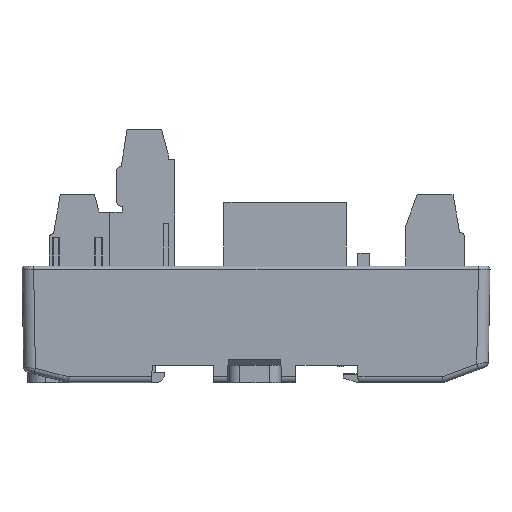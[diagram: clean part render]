
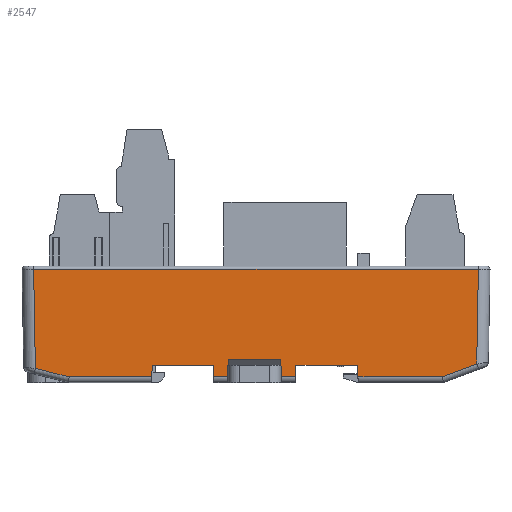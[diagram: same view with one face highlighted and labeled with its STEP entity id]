
A CAD part, left-side view. The second image highlights one B-rep face of the part: STEP entity #2547.
In plain terms, the highlighted planar face has unit normal (-1, 0, -0.018).
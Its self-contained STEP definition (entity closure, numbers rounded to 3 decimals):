
#1815=FACE_OUTER_BOUND('',#4267,.T.);
#2547=ADVANCED_FACE('',(#1815),#3211,.T.);
#3211=PLANE('',#15385);
#4267=EDGE_LOOP('',(#6604,#6605,#6606,#6607,#6608,#6609,#6610,#6611,#6612,
#6613,#6614,#6615,#6616,#6617,#6618,#6619,#6620,#6621));
#6604=ORIENTED_EDGE('',*,*,#10914,.F.);
#6605=ORIENTED_EDGE('',*,*,#10912,.T.);
#6606=ORIENTED_EDGE('',*,*,#10722,.F.);
#6607=ORIENTED_EDGE('',*,*,#10910,.T.);
#6608=ORIENTED_EDGE('',*,*,#10713,.F.);
#6609=ORIENTED_EDGE('',*,*,#10909,.T.);
#6610=ORIENTED_EDGE('',*,*,#10907,.T.);
#6611=ORIENTED_EDGE('',*,*,#10903,.F.);
#6612=ORIENTED_EDGE('',*,*,#10901,.T.);
#6613=ORIENTED_EDGE('',*,*,#10900,.T.);
#6614=ORIENTED_EDGE('',*,*,#10897,.T.);
#6615=ORIENTED_EDGE('',*,*,#10929,.T.);
#6616=ORIENTED_EDGE('',*,*,#10930,.F.);
#6617=ORIENTED_EDGE('',*,*,#10917,.T.);
#6618=ORIENTED_EDGE('',*,*,#10896,.T.);
#6619=ORIENTED_EDGE('',*,*,#10895,.T.);
#6620=ORIENTED_EDGE('',*,*,#10201,.T.);
#6621=ORIENTED_EDGE('',*,*,#10891,.F.);
#8866=VERTEX_POINT('',#20199);
#8867=VERTEX_POINT('',#20201);
#9216=VERTEX_POINT('',#21248);
#9217=VERTEX_POINT('',#21250);
#9224=VERTEX_POINT('',#21266);
#9225=VERTEX_POINT('',#21268);
#9302=VERTEX_POINT('',#21509);
#9322=VERTEX_POINT('',#21635);
#9328=VERTEX_POINT('',#21665);
#9329=VERTEX_POINT('',#21672);
#9330=VERTEX_POINT('',#21678);
#9331=VERTEX_POINT('',#21682);
#9332=VERTEX_POINT('',#21686);
#9333=VERTEX_POINT('',#21690);
#9335=VERTEX_POINT('',#21697);
#9336=VERTEX_POINT('',#21705);
#9338=VERTEX_POINT('',#21713);
#9344=VERTEX_POINT('',#21738);
#10201=EDGE_CURVE('',#8867,#8866,#12080,.T.);
#10713=EDGE_CURVE('',#9216,#9217,#12523,.T.);
#10722=EDGE_CURVE('',#9224,#9225,#12531,.T.);
#10891=EDGE_CURVE('',#9328,#8866,#12661,.T.);
#10895=EDGE_CURVE('',#9329,#8867,#12664,.T.);
#10896=EDGE_CURVE('',#9302,#9329,#12665,.T.);
#10897=EDGE_CURVE('',#9330,#9322,#12666,.T.);
#10900=EDGE_CURVE('',#9331,#9330,#12667,.T.);
#10901=EDGE_CURVE('',#9332,#9331,#12668,.T.);
#10903=EDGE_CURVE('',#9332,#9333,#12670,.T.);
#10907=EDGE_CURVE('',#9335,#9333,#12674,.T.);
#10909=EDGE_CURVE('',#9216,#9335,#12675,.T.);
#10910=EDGE_CURVE('',#9224,#9217,#12676,.T.);
#10912=EDGE_CURVE('',#9336,#9225,#12677,.T.);
#10914=EDGE_CURVE('',#9336,#9328,#12679,.T.);
#10917=EDGE_CURVE('',#9338,#9302,#12681,.T.);
#10929=EDGE_CURVE('',#9322,#9344,#12690,.T.);
#10930=EDGE_CURVE('',#9338,#9344,#12691,.T.);
#12080=LINE('',#20200,#13631);
#12523=LINE('',#21249,#14074);
#12531=LINE('',#21267,#14082);
#12661=LINE('',#21666,#14212);
#12664=LINE('',#21673,#14215);
#12665=LINE('',#21675,#14216);
#12666=LINE('',#21677,#14217);
#12667=LINE('',#21683,#14218);
#12668=LINE('',#21685,#14219);
#12670=LINE('',#21689,#14221);
#12674=LINE('',#21696,#14225);
#12675=LINE('',#21700,#14226);
#12676=LINE('',#21702,#14227);
#12677=LINE('',#21706,#14228);
#12679=LINE('',#21709,#14230);
#12681=LINE('',#21715,#14232);
#12690=LINE('',#21739,#14241);
#12691=LINE('',#21741,#14242);
#13631=VECTOR('',#16330,1.);
#14074=VECTOR('',#17285,1.);
#14082=VECTOR('',#17297,1.);
#14212=VECTOR('',#17613,1.);
#14215=VECTOR('',#17622,1.);
#14216=VECTOR('',#17625,1.);
#14217=VECTOR('',#17628,1.);
#14218=VECTOR('',#17635,1.);
#14219=VECTOR('',#17638,1.);
#14221=VECTOR('',#17642,1.);
#14225=VECTOR('',#17648,1.);
#14226=VECTOR('',#17653,1.);
#14227=VECTOR('',#17656,1.);
#14228=VECTOR('',#17661,1.);
#14230=VECTOR('',#17665,1.);
#14232=VECTOR('',#17671,1.);
#14241=VECTOR('',#17698,1.);
#14242=VECTOR('',#17701,1.);
#15385=AXIS2_PLACEMENT_3D('',#21742,#17702,#17703);
#16330=DIRECTION('',(-0.017,-0.017,1.));
#17285=DIRECTION('',(-0.017,0.035,0.999));
#17297=DIRECTION('',(0.017,0.035,-0.999));
#17613=DIRECTION('',(0.,1.,0.));
#17622=DIRECTION('',(0.,-1.,0.));
#17625=DIRECTION('',(0.004,-0.97,-0.243));
#17628=DIRECTION('',(-0.006,-0.936,0.351));
#17635=DIRECTION('',(0.,-1.,0.));
#17638=DIRECTION('',(0.017,-0.017,-1.));
#17642=DIRECTION('',(0.,1.,0.));
#17648=DIRECTION('',(-0.017,-0.035,0.999));
#17653=DIRECTION('',(0.,-1.,0.));
#17656=DIRECTION('',(0.,-1.,0.));
#17661=DIRECTION('',(0.,-1.,0.));
#17665=DIRECTION('',(-0.017,0.035,0.999));
#17671=DIRECTION('',(0.017,-0.017,-1.));
#17698=DIRECTION('',(-0.017,-0.017,1.));
#17701=DIRECTION('',(0.,-1.,0.));
#17702=DIRECTION('',(-1.,0.,-0.017));
#17703=DIRECTION('',(0.017,0.,-1.));
#20199=CARTESIAN_POINT('',(-328.653,187.854,191.8));
#20200=CARTESIAN_POINT('',(-328.955,187.551,209.109));
#20201=CARTESIAN_POINT('',(-328.618,187.889,189.783));
#21248=CARTESIAN_POINT('',(-328.618,165.642,189.783));
#21249=CARTESIAN_POINT('',(-328.642,165.691,191.172));
#21250=CARTESIAN_POINT('',(-328.67,165.748,192.8));
#21266=CARTESIAN_POINT('',(-328.67,174.778,192.8));
#21267=CARTESIAN_POINT('',(-328.642,174.835,191.172));
#21268=CARTESIAN_POINT('',(-328.618,174.883,189.783));
#21509=CARTESIAN_POINT('',(-328.643,207.907,191.237));
#21635=CARTESIAN_POINT('',(-328.656,132.089,191.991));
#21665=CARTESIAN_POINT('',(-328.653,177.367,191.8));
#21666=CARTESIAN_POINT('',(-328.653,170.005,191.8));
#21672=CARTESIAN_POINT('',(-328.618,202.091,189.783));
#21673=CARTESIAN_POINT('',(-328.618,170.005,189.783));
#21675=CARTESIAN_POINT('',(-328.506,176.369,183.352));
#21677=CARTESIAN_POINT('',(-328.475,159.8,181.599));
#21678=CARTESIAN_POINT('',(-328.618,137.977,189.783));
#21682=CARTESIAN_POINT('',(-328.618,152.487,189.783));
#21683=CARTESIAN_POINT('',(-328.618,170.005,189.783));
#21685=CARTESIAN_POINT('',(-328.642,152.511,191.172));
#21686=CARTESIAN_POINT('',(-328.653,152.522,191.8));
#21689=CARTESIAN_POINT('',(-328.653,170.005,191.8));
#21690=CARTESIAN_POINT('',(-328.653,163.158,191.8));
#21696=CARTESIAN_POINT('',(-328.598,163.269,188.625));
#21697=CARTESIAN_POINT('',(-328.618,163.228,189.783));
#21700=CARTESIAN_POINT('',(-328.618,170.005,189.783));
#21702=CARTESIAN_POINT('',(-328.67,165.713,192.8));
#21705=CARTESIAN_POINT('',(-328.618,177.297,189.783));
#21706=CARTESIAN_POINT('',(-328.618,170.005,189.783));
#21709=CARTESIAN_POINT('',(-328.945,177.952,208.525));
#21713=CARTESIAN_POINT('',(-328.941,208.205,208.288));
#21715=CARTESIAN_POINT('',(-328.635,207.899,190.756));
#21738=CARTESIAN_POINT('',(-328.941,131.804,208.288));
#21739=CARTESIAN_POINT('',(-328.938,131.807,208.136));
#21741=CARTESIAN_POINT('',(-328.941,170.005,208.288));
#21742=CARTESIAN_POINT('',(-328.95,170.005,208.803));
